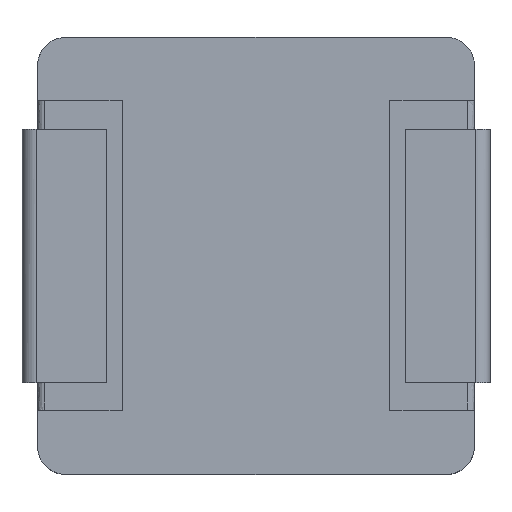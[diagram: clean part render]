
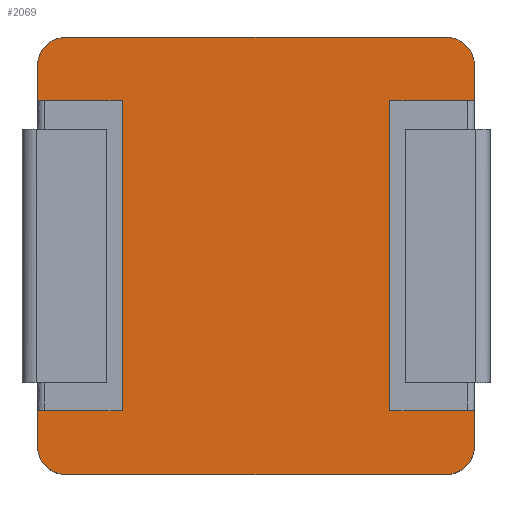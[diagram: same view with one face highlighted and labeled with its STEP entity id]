
A CAD part, top view. The second image highlights one B-rep face of the part: STEP entity #2069.
In plain terms, the highlighted free-form (B-spline) face has degree [1, 1] with [2, 2] control points.
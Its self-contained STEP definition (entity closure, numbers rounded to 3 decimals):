
#1880 = VERTEX_POINT('',#1881);
#1881 = CARTESIAN_POINT('',(-1.259,0.893,0.569
    ));
#1886 = EDGE_CURVE('',#1887,#1880,#1889,.T.);
#1887 = VERTEX_POINT('',#1888);
#1888 = CARTESIAN_POINT('',(-1.259,1.096,
    0.569));
#1889 = B_SPLINE_CURVE_WITH_KNOTS('',1,(#1890,#1891),.UNSPECIFIED.,.F.,
  .F.,(2,2),(0.2,0.45),.PIECEWISE_BEZIER_KNOTS.);
#1890 = CARTESIAN_POINT('',(-1.259,1.096,
    0.569));
#1891 = CARTESIAN_POINT('',(-1.259,0.893,0.569
    ));
#1900 = VERTEX_POINT('',#1901);
#1901 = CARTESIAN_POINT('',(-1.259,-1.096,
    0.569));
#1906 = EDGE_CURVE('',#1907,#1900,#1909,.T.);
#1907 = VERTEX_POINT('',#1908);
#1908 = CARTESIAN_POINT('',(-1.259,-0.893,
    0.569));
#1909 = B_SPLINE_CURVE_WITH_KNOTS('',1,(#1910,#1911),.UNSPECIFIED.,.F.,
  .F.,(2,2),(2.65,2.9),.PIECEWISE_BEZIER_KNOTS.);
#1910 = CARTESIAN_POINT('',(-1.259,-0.893,
    0.569));
#1911 = CARTESIAN_POINT('',(-1.259,-1.096,
    0.569));
#1971 = VERTEX_POINT('',#1972);
#1972 = CARTESIAN_POINT('',(1.259,-0.893,0.569
    ));
#1977 = EDGE_CURVE('',#1978,#1971,#1980,.T.);
#1978 = VERTEX_POINT('',#1979);
#1979 = CARTESIAN_POINT('',(1.259,-1.096,
    0.569));
#1980 = B_SPLINE_CURVE_WITH_KNOTS('',1,(#1981,#1982),.UNSPECIFIED.,.F.,
  .F.,(2,2),(-2.9,-2.65),.PIECEWISE_BEZIER_KNOTS.);
#1981 = CARTESIAN_POINT('',(1.259,-1.096,
    0.569));
#1982 = CARTESIAN_POINT('',(1.259,-0.893,0.569
    ));
#1991 = VERTEX_POINT('',#1992);
#1992 = CARTESIAN_POINT('',(1.259,1.096,0.569
    ));
#1997 = EDGE_CURVE('',#1998,#1991,#2000,.T.);
#1998 = VERTEX_POINT('',#1999);
#1999 = CARTESIAN_POINT('',(1.259,0.893,0.569)
  );
#2000 = B_SPLINE_CURVE_WITH_KNOTS('',1,(#2001,#2002),.UNSPECIFIED.,.F.,
  .F.,(2,2),(-0.45,-0.2),.PIECEWISE_BEZIER_KNOTS.);
#2001 = CARTESIAN_POINT('',(1.259,0.893,0.569)
  );
#2002 = CARTESIAN_POINT('',(1.259,1.096,0.569
    ));
#2019 = VERTEX_POINT('',#2020);
#2020 = CARTESIAN_POINT('',(-1.096,1.259,
    0.569));
#2025 = EDGE_CURVE('',#2026,#2019,#2028,.T.);
#2026 = VERTEX_POINT('',#2027);
#2027 = CARTESIAN_POINT('',(1.096,1.259,0.569
    ));
#2028 = B_SPLINE_CURVE_WITH_KNOTS('',1,(#2029,#2030),.UNSPECIFIED.,.F.,
  .F.,(2,2),(-2.9,-0.2),.PIECEWISE_BEZIER_KNOTS.);
#2029 = CARTESIAN_POINT('',(1.096,1.259,0.569
    ));
#2030 = CARTESIAN_POINT('',(-1.096,1.259,
    0.569));
#2045 = EDGE_CURVE('',#2046,#2048,#2050,.T.);
#2046 = VERTEX_POINT('',#2047);
#2047 = CARTESIAN_POINT('',(-1.096,-1.259,
    0.569));
#2048 = VERTEX_POINT('',#2049);
#2049 = CARTESIAN_POINT('',(1.096,-1.259,
    0.569));
#2050 = B_SPLINE_CURVE_WITH_KNOTS('',1,(#2051,#2052),.UNSPECIFIED.,.F.,
  .F.,(2,2),(0.2,2.9),.PIECEWISE_BEZIER_KNOTS.);
#2051 = CARTESIAN_POINT('',(-1.096,-1.259,
    0.569));
#2052 = CARTESIAN_POINT('',(1.096,-1.259,
    0.569));
#2069 = ADVANCED_FACE('',(#2070),#2140,.T.);
#2070 = FACE_BOUND('',#2071,.T.);
#2071 = EDGE_LOOP('',(#2072,#2073,#2079,#2080,#2086,#2087,#2094,#2101,
    #2106,#2107,#2113,#2114,#2120,#2121,#2128,#2135));
#2072 = ORIENTED_EDGE('',*,*,#1906,.T.);
#2073 = ORIENTED_EDGE('',*,*,#2074,.T.);
#2074 = EDGE_CURVE('',#1900,#2046,#2075,.T.);
#2075 = ( BOUNDED_CURVE() B_SPLINE_CURVE(2,(#2076,#2077,#2078),
.UNSPECIFIED.,.F.,.F.) B_SPLINE_CURVE_WITH_KNOTS((3,3),(3.142,
4.712),.PIECEWISE_BEZIER_KNOTS.) CURVE() 
GEOMETRIC_REPRESENTATION_ITEM() RATIONAL_B_SPLINE_CURVE((1.,
0.707,1.)) REPRESENTATION_ITEM('') );
#2076 = CARTESIAN_POINT('',(-1.259,-1.096,
    0.569));
#2077 = CARTESIAN_POINT('',(-1.259,-1.259,
    0.569));
#2078 = CARTESIAN_POINT('',(-1.096,-1.259,
    0.569));
#2079 = ORIENTED_EDGE('',*,*,#2045,.T.);
#2080 = ORIENTED_EDGE('',*,*,#2081,.T.);
#2081 = EDGE_CURVE('',#2048,#1978,#2082,.T.);
#2082 = ( BOUNDED_CURVE() B_SPLINE_CURVE(2,(#2083,#2084,#2085),
.UNSPECIFIED.,.F.,.F.) B_SPLINE_CURVE_WITH_KNOTS((3,3),(4.712,
6.283),.PIECEWISE_BEZIER_KNOTS.) CURVE() 
GEOMETRIC_REPRESENTATION_ITEM() RATIONAL_B_SPLINE_CURVE((1.,
0.707,1.)) REPRESENTATION_ITEM('') );
#2083 = CARTESIAN_POINT('',(1.096,-1.259,
    0.569));
#2084 = CARTESIAN_POINT('',(1.259,-1.259,
    0.569));
#2085 = CARTESIAN_POINT('',(1.259,-1.096,
    0.569));
#2086 = ORIENTED_EDGE('',*,*,#1977,.T.);
#2087 = ORIENTED_EDGE('',*,*,#2088,.F.);
#2088 = EDGE_CURVE('',#2089,#1971,#2091,.T.);
#2089 = VERTEX_POINT('',#2090);
#2090 = CARTESIAN_POINT('',(0.772,-0.893,0.569
    ));
#2091 = B_SPLINE_CURVE_WITH_KNOTS('',1,(#2092,#2093),.UNSPECIFIED.,.F.,
  .F.,(2,2),(-0.6,0.),.PIECEWISE_BEZIER_KNOTS.);
#2092 = CARTESIAN_POINT('',(0.772,-0.893,0.569
    ));
#2093 = CARTESIAN_POINT('',(1.259,-0.893,0.569
    ));
#2094 = ORIENTED_EDGE('',*,*,#2095,.F.);
#2095 = EDGE_CURVE('',#2096,#2089,#2098,.T.);
#2096 = VERTEX_POINT('',#2097);
#2097 = CARTESIAN_POINT('',(0.772,0.893,0.569)
  );
#2098 = B_SPLINE_CURVE_WITH_KNOTS('',1,(#2099,#2100),.UNSPECIFIED.,.F.,
  .F.,(2,2),(0.,2.2),.PIECEWISE_BEZIER_KNOTS.);
#2099 = CARTESIAN_POINT('',(0.772,0.893,0.569)
  );
#2100 = CARTESIAN_POINT('',(0.772,-0.893,0.569
    ));
#2101 = ORIENTED_EDGE('',*,*,#2102,.F.);
#2102 = EDGE_CURVE('',#1998,#2096,#2103,.T.);
#2103 = B_SPLINE_CURVE_WITH_KNOTS('',1,(#2104,#2105),.UNSPECIFIED.,.F.,
  .F.,(2,2),(0.,0.6),.PIECEWISE_BEZIER_KNOTS.);
#2104 = CARTESIAN_POINT('',(1.259,0.893,0.569)
  );
#2105 = CARTESIAN_POINT('',(0.772,0.893,0.569)
  );
#2106 = ORIENTED_EDGE('',*,*,#1997,.T.);
#2107 = ORIENTED_EDGE('',*,*,#2108,.T.);
#2108 = EDGE_CURVE('',#1991,#2026,#2109,.T.);
#2109 = ( BOUNDED_CURVE() B_SPLINE_CURVE(2,(#2110,#2111,#2112),
.UNSPECIFIED.,.F.,.F.) B_SPLINE_CURVE_WITH_KNOTS((3,3),(0.,
1.571),.PIECEWISE_BEZIER_KNOTS.) CURVE() 
GEOMETRIC_REPRESENTATION_ITEM() RATIONAL_B_SPLINE_CURVE((1.,
0.707,1.)) REPRESENTATION_ITEM('') );
#2110 = CARTESIAN_POINT('',(1.259,1.096,0.569
    ));
#2111 = CARTESIAN_POINT('',(1.259,1.259,0.569
    ));
#2112 = CARTESIAN_POINT('',(1.096,1.259,0.569
    ));
#2113 = ORIENTED_EDGE('',*,*,#2025,.T.);
#2114 = ORIENTED_EDGE('',*,*,#2115,.T.);
#2115 = EDGE_CURVE('',#2019,#1887,#2116,.T.);
#2116 = ( BOUNDED_CURVE() B_SPLINE_CURVE(2,(#2117,#2118,#2119),
.UNSPECIFIED.,.F.,.F.) B_SPLINE_CURVE_WITH_KNOTS((3,3),(1.571,
3.142),.PIECEWISE_BEZIER_KNOTS.) CURVE() 
GEOMETRIC_REPRESENTATION_ITEM() RATIONAL_B_SPLINE_CURVE((1.,
0.707,1.)) REPRESENTATION_ITEM('') );
#2117 = CARTESIAN_POINT('',(-1.096,1.259,
    0.569));
#2118 = CARTESIAN_POINT('',(-1.259,1.259,
    0.569));
#2119 = CARTESIAN_POINT('',(-1.259,1.096,
    0.569));
#2120 = ORIENTED_EDGE('',*,*,#1886,.T.);
#2121 = ORIENTED_EDGE('',*,*,#2122,.F.);
#2122 = EDGE_CURVE('',#2123,#1880,#2125,.T.);
#2123 = VERTEX_POINT('',#2124);
#2124 = CARTESIAN_POINT('',(-0.772,0.893,0.569
    ));
#2125 = B_SPLINE_CURVE_WITH_KNOTS('',1,(#2126,#2127),.UNSPECIFIED.,.F.,
  .F.,(2,2),(-0.6,0.),.PIECEWISE_BEZIER_KNOTS.);
#2126 = CARTESIAN_POINT('',(-0.772,0.893,0.569
    ));
#2127 = CARTESIAN_POINT('',(-1.259,0.893,0.569
    ));
#2128 = ORIENTED_EDGE('',*,*,#2129,.F.);
#2129 = EDGE_CURVE('',#2130,#2123,#2132,.T.);
#2130 = VERTEX_POINT('',#2131);
#2131 = CARTESIAN_POINT('',(-0.772,-0.893,
    0.569));
#2132 = B_SPLINE_CURVE_WITH_KNOTS('',1,(#2133,#2134),.UNSPECIFIED.,.F.,
  .F.,(2,2),(-2.2,0.),.PIECEWISE_BEZIER_KNOTS.);
#2133 = CARTESIAN_POINT('',(-0.772,-0.893,
    0.569));
#2134 = CARTESIAN_POINT('',(-0.772,0.893,0.569
    ));
#2135 = ORIENTED_EDGE('',*,*,#2136,.F.);
#2136 = EDGE_CURVE('',#1907,#2130,#2137,.T.);
#2137 = B_SPLINE_CURVE_WITH_KNOTS('',1,(#2138,#2139),.UNSPECIFIED.,.F.,
  .F.,(2,2),(0.,0.6),.PIECEWISE_BEZIER_KNOTS.);
#2138 = CARTESIAN_POINT('',(-1.259,-0.893,
    0.569));
#2139 = CARTESIAN_POINT('',(-0.772,-0.893,
    0.569));
#2140 = B_SPLINE_SURFACE_WITH_KNOTS('',1,1,(
    (#2141,#2142)
    ,(#2143,#2144
    )),.UNSPECIFIED.,.F.,.F.,.F.,(2,2),(2,2),(-1.55,1.55),(-1.55,1.55),
  .PIECEWISE_BEZIER_KNOTS.);
#2141 = CARTESIAN_POINT('',(-1.259,-1.259,
    0.569));
#2142 = CARTESIAN_POINT('',(-1.259,1.259,
    0.569));
#2143 = CARTESIAN_POINT('',(1.259,-1.259,
    0.569));
#2144 = CARTESIAN_POINT('',(1.259,1.259,0.569
    ));
